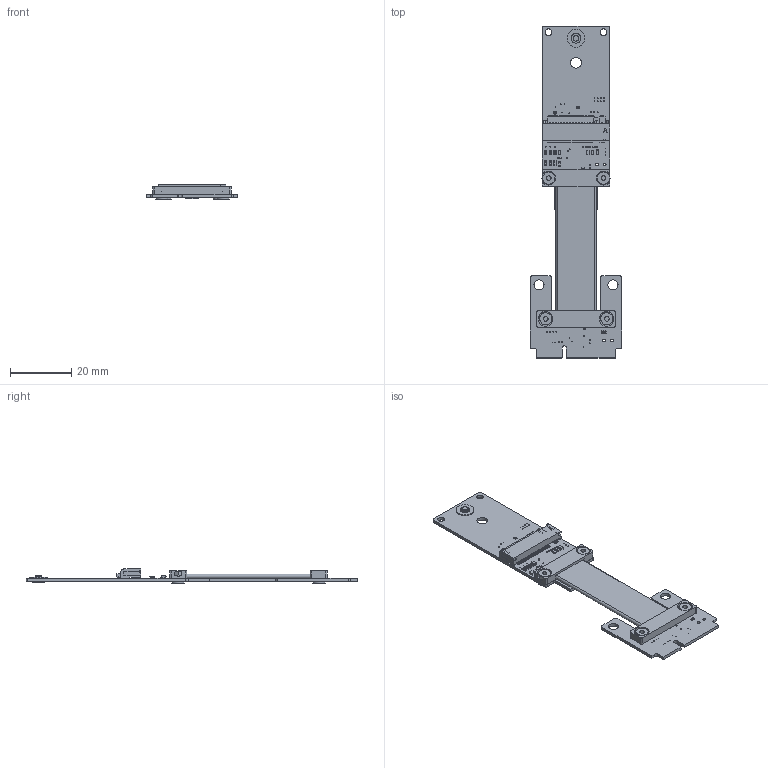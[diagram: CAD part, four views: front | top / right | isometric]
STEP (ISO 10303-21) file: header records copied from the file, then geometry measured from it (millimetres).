
FILE_DESCRIPTION(('Open CASCADE Model'),'2;1');
FILE_NAME('Open CASCADE Shape Model','2019-09-21T11:17:18',('Author'),( 'Open CASCADE'),'Open CASCADE STEP processor 6.8','Open CASCADE 6.8' ,'Unknown');
FILE_SCHEMA(('AUTOMOTIVE_DESIGN { 1 0 10303 214 1 1 1 1 }'));
Length unit declared in the file: millimetre
Products named in the file (33): PCB; Board; Open CASCADE STEP translator 6.8 31.1.1; C2; C0603_060; C3; C4; C5; CN1_1; c-1-2199119-2-a1-3d_RGB4404530; D1_VCC; LED_AP1608; D2_ERR; D3_ACC; R1; 0603_RES; Capsule; Encapsulation; TopCover; R2; R3; C1; Free-Models; G0030_RGB14277081; Hexagon_nut_ISO_4032_(DIN_934)_-_M2_RGB9411503; G0038; G0030_RGB12967653; RP55S-PAD; Tape14x5_RGB0; RP11S-PAD; cable20-43-s
Assembly tree (56 placements, depth 4):
  PCB
    Board
      Open CASCADE STEP translator 6.8 31.1.1
    C2
      C0603_060
      C0603_060
      C0603_060
    C3
      C0603_060
      C0603_060
      C0603_060
    C4
      C0603_060
      C0603_060
      C0603_060
    C5
      C0603_060
      C0603_060
      C0603_060
    CN1_1
      c-1-2199119-2-a1-3d_RGB4404530
    D1_VCC
      LED_AP1608
    D2_ERR
      LED_AP1608
    D3_ACC
      LED_AP1608
    R1
      0603_RES
        Capsule
        Encapsulation  x2
        TopCover
    R2
      0603_RES
        Capsule
        Encapsulation  x2
        TopCover
    R3
      0603_RES
        Capsule
        Encapsulation  x2
        TopCover
    C1
      C0603_060
      C0603_060
      C0603_060
    Free-Models
      G0030_RGB14277081  x4
      Hexagon_nut_ISO_4032_(DIN_934)_-_M2_RGB9411503  x4
      G0038  x2
      G0030_RGB12967653
      RP55S-PAD
      Tape14x5_RGB0
      RP11S-PAD
      cable20-43-s
Bounding box: 30.05 x 108.67 x 4.58 mm (x, y, z)
Volume: 3283.7 mm3; surface area: 9113.6 mm2
Topology: 99 solids, 99 shells, 4076 faces, 10784 edges, 7056 vertices
Faces by surface type: plane 2359, cylinder 987, bspline 556, torus 82, cone 52, sphere 40
Full cylindrical faces by diameter (mm): 0.254 x97, 0.6 x40, 0.9 x4, 1.1 x1, 1.6 x1, 2.2 x10, 3.3 x3, 3.5 x2, 4.8 x2
Entity records: 116068 total; most frequent: CARTESIAN_POINT 25011, ORIENTED_EDGE 15068, DIRECTION 14174, EDGE_CURVE 7534, LINE 5298, VECTOR 5298, VERTEX_POINT 4963, AXIS2_PLACEMENT_3D 4438
